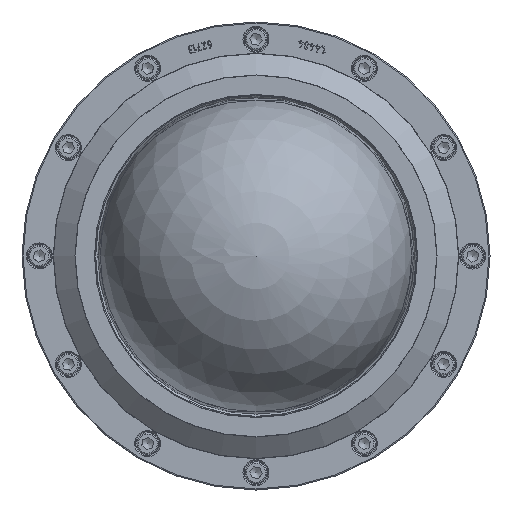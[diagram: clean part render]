
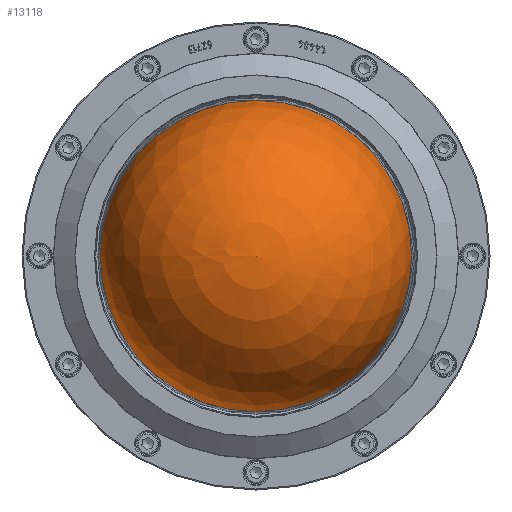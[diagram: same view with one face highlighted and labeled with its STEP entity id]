
A CAD part, front view. The second image highlights one B-rep face of the part: STEP entity #13118.
In plain terms, the highlighted spherical face has radius 72 mm.
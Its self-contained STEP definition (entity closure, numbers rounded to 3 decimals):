
#23=SPHERICAL_SURFACE('',#14291,72.);
#1596=CIRCLE('',#14292,71.825);
#1597=CIRCLE('',#14293,72.);
#2409=FACE_OUTER_BOUND('',#3253,.T.);
#3253=EDGE_LOOP('',(#11460,#11461,#11462));
#6148=VERTEX_POINT('',#24994);
#6149=VERTEX_POINT('',#24996);
#7926=EDGE_CURVE('',#6148,#6148,#1596,.T.);
#7927=EDGE_CURVE('',#6149,#6148,#1597,.T.);
#11460=ORIENTED_EDGE('',*,*,#7926,.T.);
#11461=ORIENTED_EDGE('',*,*,#7927,.F.);
#11462=ORIENTED_EDGE('',*,*,#7927,.T.);
#13118=ADVANCED_FACE('',(#2409),#23,.T.);
#14291=AXIS2_PLACEMENT_3D('',#24993,#16980,#16981);
#14292=AXIS2_PLACEMENT_3D('',#24995,#16982,#16983);
#14293=AXIS2_PLACEMENT_3D('',#24997,#16984,#16985);
#16980=DIRECTION('center_axis',(0.,0.,1.));
#16981=DIRECTION('ref_axis',(-1.,0.,0.));
#16982=DIRECTION('center_axis',(0.,0.,1.));
#16983=DIRECTION('ref_axis',(1.,0.,0.));
#16984=DIRECTION('center_axis',(0.,1.,0.));
#16985=DIRECTION('ref_axis',(1.,0.,0.));
#24993=CARTESIAN_POINT('Origin',(0.,0.,48.308));
#24994=CARTESIAN_POINT('',(71.825,0.,53.331));
#24995=CARTESIAN_POINT('Origin',(0.,0.,53.331));
#24996=CARTESIAN_POINT('',(0.,0.,120.308));
#24997=CARTESIAN_POINT('Origin',(0.,0.,48.308));
